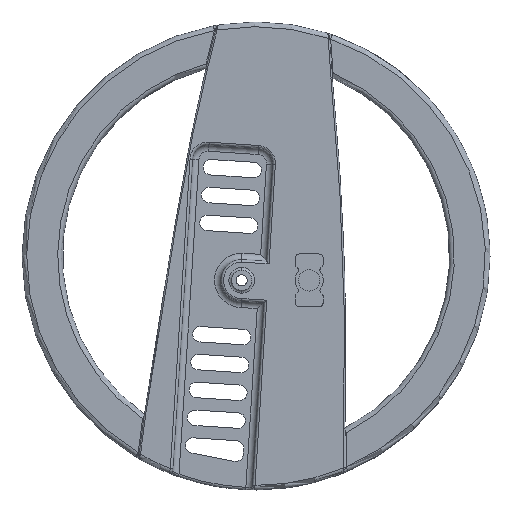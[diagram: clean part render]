
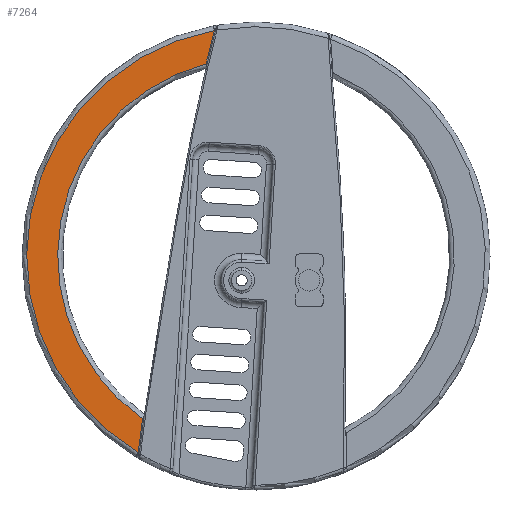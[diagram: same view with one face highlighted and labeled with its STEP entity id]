
A CAD part, front view. The second image highlights one B-rep face of the part: STEP entity #7264.
In plain terms, the highlighted planar face has unit normal (0, -1, 0).
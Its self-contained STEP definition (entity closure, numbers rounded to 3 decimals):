
#728=CARTESIAN_POINT('',(-7.145,3.,10.345));
#729=DIRECTION('',(0.,-1.,0.));
#730=DIRECTION('',(-0.181,0.,0.983));
#731=AXIS2_PLACEMENT_3D('',#728,#729,#730);
#812=CARTESIAN_POINT('',(-20.567,3.,83.118));
#813=CARTESIAN_POINT('',(-21.475,3.,79.504));
#814=CARTESIAN_POINT('',(-22.383,3.,75.889));
#815=CARTESIAN_POINT('',(-23.291,3.,72.275));
#817=DIRECTION('',(-0.129,0.,-0.992));
#818=VECTOR('',#817,11.068);
#819=CARTESIAN_POINT('',(-43.727,3.,-42.169));
#820=LINE('',#819,#818);
#1619=CARTESIAN_POINT('',(-7.145,3.,10.345));
#1620=DIRECTION('',(0.,1.,0.));
#1621=DIRECTION('',(-0.572,0.,-0.821));
#1622=AXIS2_PLACEMENT_3D('',#1619,#1620,#1621);
#1657=CARTESIAN_POINT('',(-20.567,3.,83.118));
#1669=CARTESIAN_POINT('',(-23.291,3.,72.275));
#1787=CARTESIAN_POINT('',(-45.159,3.,
-53.145));
#1795=CARTESIAN_POINT('',(-43.727,3.,
-42.169));
#6245=VERTEX_POINT('',#1787);
#6251=VERTEX_POINT('',#1657);
#6266=VERTEX_POINT('',#1795);
#6268=VERTEX_POINT('',#1669);
#7250=CARTESIAN_POINT('',(0.,3.,0.));
#7251=DIRECTION('',(0.,1.,0.));
#7252=DIRECTION('',(1.,0.,0.));
#7253=AXIS2_PLACEMENT_3D('',#7250,#7251,#7252);
#7254=PLANE('',#7253);
#7255=ORIENTED_EDGE('',*,*,#7188,.F.);
#7257=ORIENTED_EDGE('',*,*,#7256,.T.);
#7259=ORIENTED_EDGE('',*,*,#7258,.F.);
#7261=ORIENTED_EDGE('',*,*,#7260,.T.);
#7262=EDGE_LOOP('',(#7255,#7257,#7259,#7261));
#7263=FACE_OUTER_BOUND('',#7262,.F.);
#732=CIRCLE('',#731,74.);
#816=B_SPLINE_CURVE_WITH_KNOTS('',3,(#812,#813,#814,#815),.UNSPECIFIED.,.F.,.F.,
(4,4),(0.,1.),.UNSPECIFIED.);
#1623=CIRCLE('',#1622,64.);
#7188=EDGE_CURVE('',#6251,#6245,#732,.T.);
#7256=EDGE_CURVE('',#6251,#6268,#816,.T.);
#7258=EDGE_CURVE('',#6266,#6268,#1623,.T.);
#7260=EDGE_CURVE('',#6266,#6245,#820,.T.);
#7264=ADVANCED_FACE('',(#7263),#7254,.F.);
